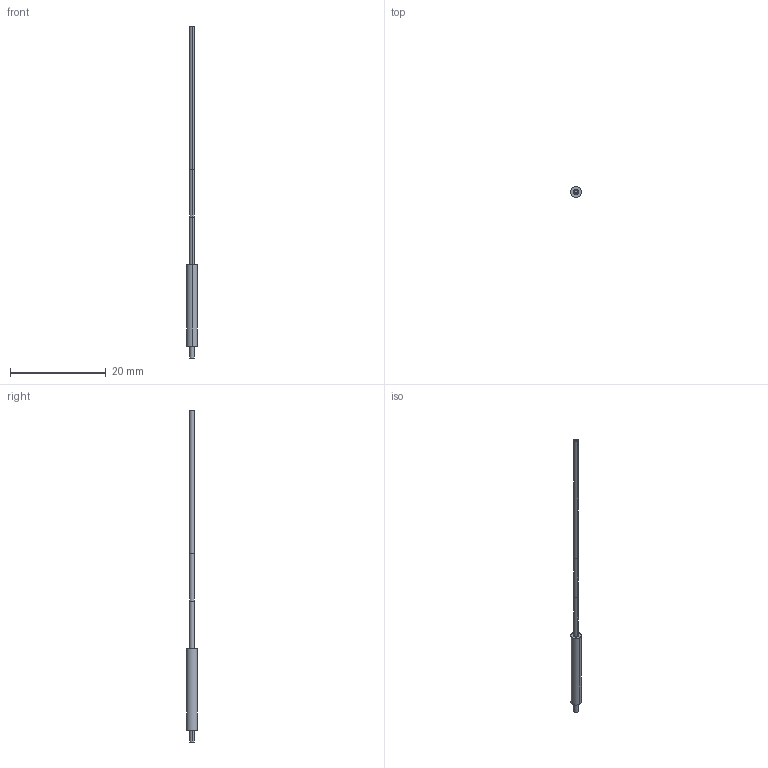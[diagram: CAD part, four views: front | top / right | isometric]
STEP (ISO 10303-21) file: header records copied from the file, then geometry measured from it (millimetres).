
FILE_DESCRIPTION((''),'2;1');
FILE_NAME('193357_ASM','2016-03-02T',('pdmadmin'),(''),'PRO/ENGINEER BY PARAMETRIC TECHNOLOGY CORPORATION, 2013230','PRO/ENGINEER BY PARAMETRIC TECHNOLOGY CORPORATION, 2013230','');
FILE_SCHEMA(('CONFIG_CONTROL_DESIGN'));
Length unit declared in the file: inch
Products named in the file (6): 39165; 10141; 39166; FIBER_CORE_020_X_; 29001_ASM; 193357_ASM
Assembly tree (5 placements, depth 3):
  193357_ASM
    29001_ASM
      39165
      10141
      39166
      FIBER_CORE_020_X_
Bounding box: 2.29 x 2.29 x 69.52 mm (x, y, z)
Volume: 99.1 mm3; surface area: 481.5 mm2
Topology: 4 solids, 5 shells, 37 faces, 72 edges, 44 vertices
Faces by surface type: cylinder 22, plane 9, bspline 4, cone 2
Entity records: 1305 total; most frequent: CARTESIAN_POINT 354, DIRECTION 212, ORIENTED_EDGE 140, AXIS2_PLACEMENT_3D 94, EDGE_CURVE 72, VERTEX_POINT 44, CIRCLE 44, EDGE_LOOP 42
